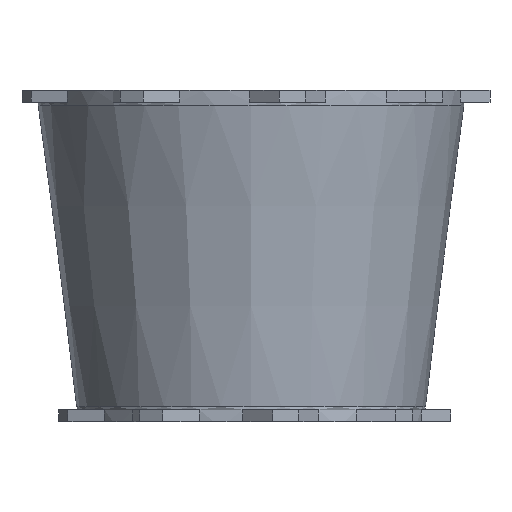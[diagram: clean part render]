
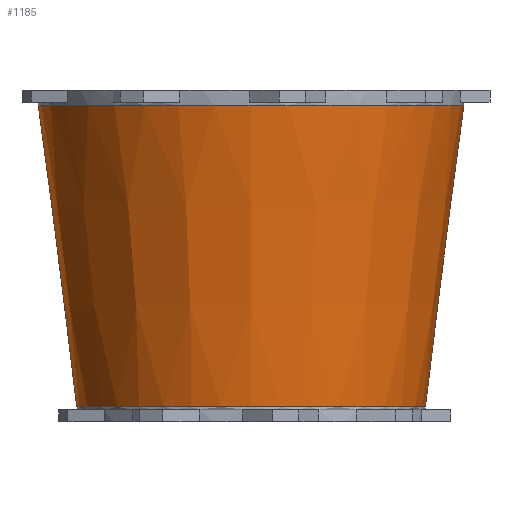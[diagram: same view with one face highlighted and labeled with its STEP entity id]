
A CAD part, front view. The second image highlights one B-rep face of the part: STEP entity #1185.
In plain terms, the highlighted conical face has half-angle 7.263 degrees and reference radius 36 mm.
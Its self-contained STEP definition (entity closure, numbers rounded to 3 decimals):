
#51 = VERTEX_POINT('',#52);
#52 = CARTESIAN_POINT('',(0.,-36.,-0.5));
#58 = EDGE_CURVE('',#51,#51,#59,.T.);
#59 = CIRCLE('',#60,36.);
#60 = AXIS2_PLACEMENT_3D('',#61,#62,#63);
#61 = CARTESIAN_POINT('',(0.,0.,-0.5));
#62 = DIRECTION('',(0.,0.,1.));
#63 = DIRECTION('',(0.,-1.,0.));
#1185 = ADVANCED_FACE('',(#1186),#1205,.T.);
#1186 = FACE_BOUND('',#1187,.F.);
#1187 = EDGE_LOOP('',(#1188,#1189,#1197,#1204));
#1188 = ORIENTED_EDGE('',*,*,#58,.T.);
#1189 = ORIENTED_EDGE('',*,*,#1190,.T.);
#1190 = EDGE_CURVE('',#51,#1191,#1193,.T.);
#1191 = VERTEX_POINT('',#1192);
#1192 = CARTESIAN_POINT('',(0.,-29.5,-51.5));
#1193 = LINE('',#1194,#1195);
#1194 = CARTESIAN_POINT('',(0.,-36.,-0.5));
#1195 = VECTOR('',#1196,1.);
#1196 = DIRECTION('',(0.,0.126,-0.992));
#1197 = ORIENTED_EDGE('',*,*,#1198,.F.);
#1198 = EDGE_CURVE('',#1191,#1191,#1199,.T.);
#1199 = CIRCLE('',#1200,29.5);
#1200 = AXIS2_PLACEMENT_3D('',#1201,#1202,#1203);
#1201 = CARTESIAN_POINT('',(0.,0.,-51.5));
#1202 = DIRECTION('',(0.,0.,1.));
#1203 = DIRECTION('',(0.,-1.,0.));
#1204 = ORIENTED_EDGE('',*,*,#1190,.F.);
#1205 = CONICAL_SURFACE('',#1206,36.,0.127);
#1206 = AXIS2_PLACEMENT_3D('',#1207,#1208,#1209);
#1207 = CARTESIAN_POINT('',(0.,0.,-0.5));
#1208 = DIRECTION('',(0.,0.,1.));
#1209 = DIRECTION('',(0.,-1.,0.));
